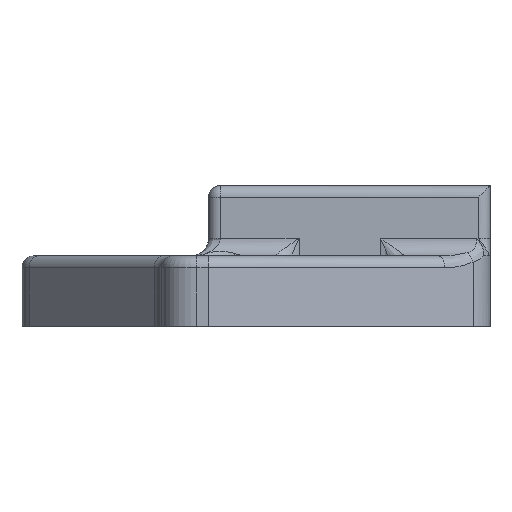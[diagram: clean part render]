
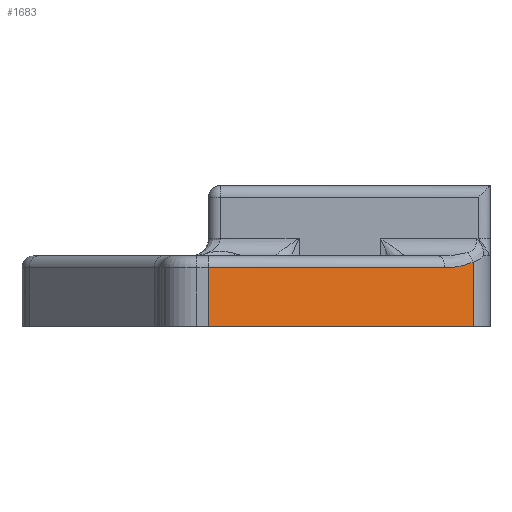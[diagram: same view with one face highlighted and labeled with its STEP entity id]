
A CAD part, front view. The second image highlights one B-rep face of the part: STEP entity #1683.
In plain terms, the highlighted planar face has unit normal (0.52, -0.854, 0).
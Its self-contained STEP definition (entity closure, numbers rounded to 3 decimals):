
#20=ELLIPSE('',#1840,19.241,10.);
#93=PLANE('',#1843);
#145=FACE_OUTER_BOUND('',#255,.T.);
#255=EDGE_LOOP('',(#1258,#1259,#1260,#1261,#1262));
#333=LINE('',#2529,#456);
#371=LINE('',#3067,#494);
#383=LINE('',#3177,#506);
#384=LINE('',#3261,#507);
#456=VECTOR('',#1991,10.);
#494=VECTOR('',#2123,10.);
#506=VECTOR('',#2167,10.);
#507=VECTOR('',#2176,10.);
#682=VERTEX_POINT('',#2526);
#683=VERTEX_POINT('',#2528);
#746=VERTEX_POINT('',#3066);
#753=VERTEX_POINT('',#3173);
#755=VERTEX_POINT('',#3198);
#837=EDGE_CURVE('',#682,#683,#333,.T.);
#915=EDGE_CURVE('',#683,#746,#371,.T.);
#936=EDGE_CURVE('',#746,#753,#383,.T.);
#939=EDGE_CURVE('',#753,#755,#20,.T.);
#943=EDGE_CURVE('',#755,#682,#384,.T.);
#1258=ORIENTED_EDGE('',*,*,#939,.F.);
#1259=ORIENTED_EDGE('',*,*,#936,.F.);
#1260=ORIENTED_EDGE('',*,*,#915,.F.);
#1261=ORIENTED_EDGE('',*,*,#837,.F.);
#1262=ORIENTED_EDGE('',*,*,#943,.F.);
#1683=ADVANCED_FACE('',(#145),#93,.T.);
#1840=AXIS2_PLACEMENT_3D('',#3202,#2172,#2173);
#1843=AXIS2_PLACEMENT_3D('',#3265,#2180,#2181);
#1991=DIRECTION('',(-0.854,-0.52,0.));
#2123=DIRECTION('',(0.,0.,1.));
#2167=DIRECTION('',(0.854,0.52,0.));
#2172=DIRECTION('center_axis',(0.52,-0.854,0.));
#2173=DIRECTION('ref_axis',(0.854,0.52,0.));
#2176=DIRECTION('',(0.,0.,-1.));
#2180=DIRECTION('center_axis',(0.52,-0.854,0.));
#2181=DIRECTION('ref_axis',(-0.854,-0.52,0.));
#2526=CARTESIAN_POINT('',(-40.763,175.395,-55.438));
#2528=CARTESIAN_POINT('',(-131.,120.5,-55.438));
#2529=CARTESIAN_POINT('',(-131.,120.5,-55.438));
#3066=CARTESIAN_POINT('',(-131.,120.5,-35.438));
#3067=CARTESIAN_POINT('',(-131.,120.5,-37.438));
#3173=CARTESIAN_POINT('',(-50.48,169.484,-35.438));
#3177=CARTESIAN_POINT('',(-109.641,133.494,-35.438));
#3198=CARTESIAN_POINT('',(-40.763,175.395,-33.503));
#3202=CARTESIAN_POINT('Origin',(-50.48,169.484,-25.438));
#3261=CARTESIAN_POINT('',(-40.763,175.395,-31.438));
#3265=CARTESIAN_POINT('Origin',(-35.,178.901,-31.438));
